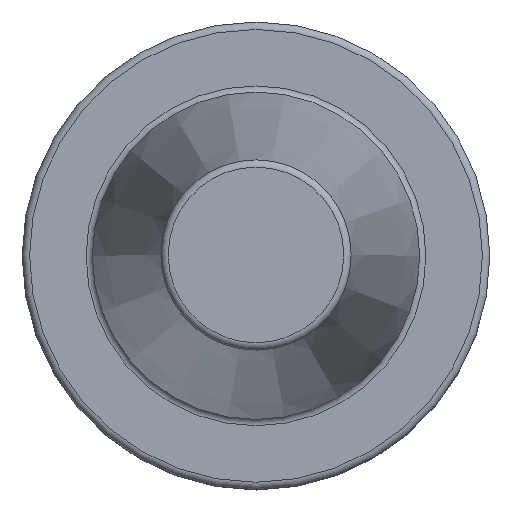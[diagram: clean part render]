
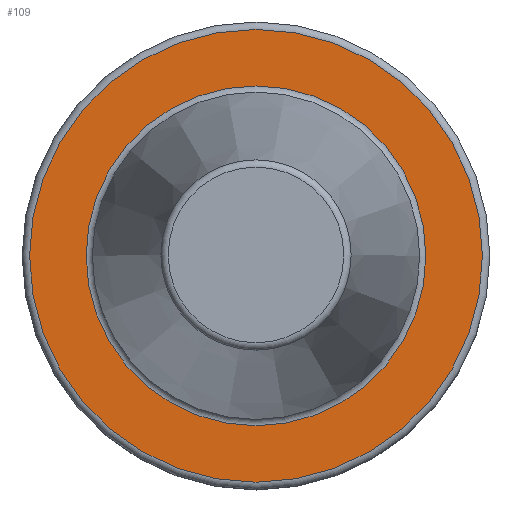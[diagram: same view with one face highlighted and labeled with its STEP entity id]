
A CAD part, top view. The second image highlights one B-rep face of the part: STEP entity #109.
In plain terms, the highlighted planar face has unit normal (0, 0, 1).
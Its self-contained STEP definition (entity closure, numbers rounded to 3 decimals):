
#63=FACE_BOUND('',#151,.T.);
#64=FACE_BOUND('',#152,.T.);
#109=ADVANCED_FACE('',(#63,#64),#131,.F.);
#131=PLANE('',#336);
#151=EDGE_LOOP('',(#203));
#152=EDGE_LOOP('',(#204));
#203=ORIENTED_EDGE('',*,*,#276,.F.);
#204=ORIENTED_EDGE('',*,*,#275,.T.);
#249=VERTEX_POINT('',#501);
#250=VERTEX_POINT('',#504);
#275=EDGE_CURVE('',#249,#249,#301,.T.);
#276=EDGE_CURVE('',#250,#250,#302,.T.);
#301=CIRCLE('',#333,22.875);
#302=CIRCLE('',#335,30.488);
#333=AXIS2_PLACEMENT_3D('',#500,#398,#399);
#335=AXIS2_PLACEMENT_3D('',#503,#402,#403);
#336=AXIS2_PLACEMENT_3D('',#505,#404,#405);
#398=DIRECTION('',(0.0,0.0,-1.0));
#399=DIRECTION('',(-1.0,0.0,0.0));
#402=DIRECTION('',(0.0,0.0,-1.0));
#403=DIRECTION('',(-1.0,0.0,0.0));
#404=DIRECTION('',(0.0,0.0,-1.0));
#405=DIRECTION('',(-1.0,0.0,0.0));
#500=CARTESIAN_POINT('',(0.0,0.0,-2.0));
#501=CARTESIAN_POINT('',(-22.875,0.0,-2.0));
#503=CARTESIAN_POINT('',(0.0,0.0,-2.0));
#504=CARTESIAN_POINT('',(-30.488,0.0,-2.0));
#505=CARTESIAN_POINT('',(16.175,-16.175,-2.0));
